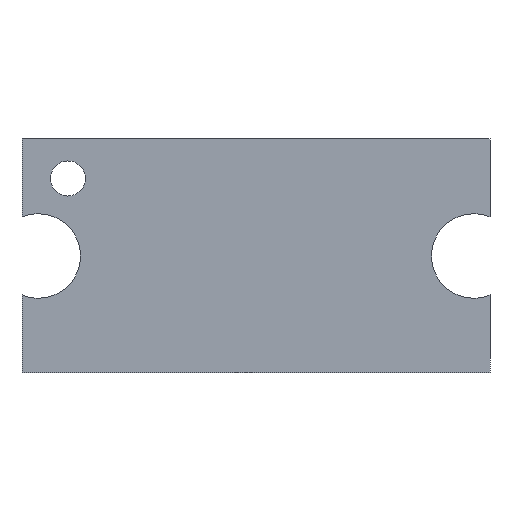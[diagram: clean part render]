
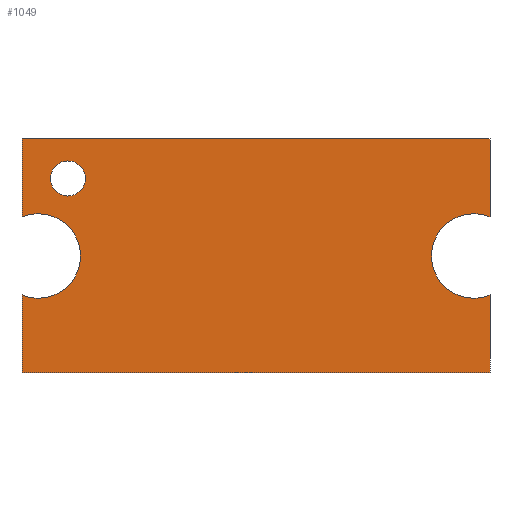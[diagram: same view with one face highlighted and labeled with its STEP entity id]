
A CAD part, front view. The second image highlights one B-rep face of the part: STEP entity #1049.
In plain terms, the highlighted planar face has unit normal (0, -1, 0).
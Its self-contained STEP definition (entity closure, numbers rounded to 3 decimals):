
#6 = CARTESIAN_POINT ( 'NONE',  ( -0.8, 0., -0.4 ) ) ;
#14 = CARTESIAN_POINT ( 'NONE',  ( -0.8, 0., -0.133 ) ) ;
#24 = LINE ( 'NONE', #413, #430 ) ;
#68 = ORIENTED_EDGE ( 'NONE', *, *, #505, .T. ) ;
#89 = EDGE_CURVE ( 'NONE', #497, #1534, #1366, .T. ) ;
#91 = VECTOR ( 'NONE', #591, 1000. ) ;
#92 = FACE_BOUND ( 'NONE', #274, .T. ) ;
#94 = VERTEX_POINT ( 'NONE', #487 ) ;
#100 = DIRECTION ( 'NONE',  ( 0., 0., -1. ) ) ;
#103 = VECTOR ( 'NONE', #100, 1000. ) ;
#106 = DIRECTION ( 'NONE',  ( 0., 0., 1. ) ) ;
#122 = AXIS2_PLACEMENT_3D ( 'NONE', #1593, #1319, #845 ) ;
#149 = VERTEX_POINT ( 'NONE', #617 ) ;
#167 = DIRECTION ( 'NONE',  ( 0., 1., 0. ) ) ;
#173 = AXIS2_PLACEMENT_3D ( 'NONE', #301, #1060, #184 ) ;
#184 = DIRECTION ( 'NONE',  ( 0., 0., 1. ) ) ;
#220 = DIRECTION ( 'NONE',  ( 0., 1., 0. ) ) ;
#248 = CARTESIAN_POINT ( 'NONE',  ( -0.8, 0., 0. ) ) ;
#264 = VECTOR ( 'NONE', #545, 1000. ) ;
#274 = EDGE_LOOP ( 'NONE', ( #1594, #68 ) ) ;
#280 = VERTEX_POINT ( 'NONE', #1116 ) ;
#301 = CARTESIAN_POINT ( 'NONE',  ( 0.744, 0., 0. ) ) ;
#308 = CIRCLE ( 'NONE', #880, 0.144 ) ;
#318 = CARTESIAN_POINT ( 'NONE',  ( -0.744, 0., 0. ) ) ;
#333 = DIRECTION ( 'NONE',  ( 0., 1., 0. ) ) ;
#357 = CARTESIAN_POINT ( 'NONE',  ( 0., 0., 0. ) ) ;
#361 = EDGE_CURVE ( 'NONE', #859, #497, #468, .T. ) ;
#368 = CIRCLE ( 'NONE', #1401, 0.144 ) ;
#387 = LINE ( 'NONE', #248, #817 ) ;
#413 = CARTESIAN_POINT ( 'NONE',  ( 0., 0., -0.4 ) ) ;
#416 = EDGE_CURVE ( 'NONE', #94, #727, #308, .T. ) ;
#429 = EDGE_CURVE ( 'NONE', #1395, #149, #1286, .T. ) ;
#430 = VECTOR ( 'NONE', #912, 1000. ) ;
#448 = DIRECTION ( 'NONE',  ( 0., 0., 1. ) ) ;
#458 = CARTESIAN_POINT ( 'NONE',  ( -0.8, 0., 0.4 ) ) ;
#468 = CIRCLE ( 'NONE', #173, 0.144 ) ;
#481 = LINE ( 'NONE', #1215, #91 ) ;
#487 = CARTESIAN_POINT ( 'NONE',  ( -0.744, 0., -0.144 ) ) ;
#490 = CARTESIAN_POINT ( 'NONE',  ( 0.8, 0., 0.4 ) ) ;
#491 = LINE ( 'NONE', #865, #103 ) ;
#497 = VERTEX_POINT ( 'NONE', #713 ) ;
#505 = EDGE_CURVE ( 'NONE', #149, #1395, #1467, .T. ) ;
#532 = CIRCLE ( 'NONE', #1433, 0.144 ) ;
#545 = DIRECTION ( 'NONE',  ( 0., 0., -1. ) ) ;
#548 = CARTESIAN_POINT ( 'NONE',  ( 0., 0., 0.4 ) ) ;
#555 = CARTESIAN_POINT ( 'NONE',  ( -0.744, 0., 0. ) ) ;
#577 = VERTEX_POINT ( 'NONE', #458 ) ;
#591 = DIRECTION ( 'NONE',  ( 0., 0., -1. ) ) ;
#603 = EDGE_LOOP ( 'NONE', ( #1340, #991, #1192, #1219, #1216, #823, #1254, #653, #1161, #1344, #1416, #1226 ) ) ;
#608 = EDGE_CURVE ( 'NONE', #1159, #94, #532, .T. ) ;
#612 = VERTEX_POINT ( 'NONE', #682 ) ;
#617 = CARTESIAN_POINT ( 'NONE',  ( -0.643, 0., 0.325 ) ) ;
#629 = CARTESIAN_POINT ( 'NONE',  ( 0.8, 0., 0.133 ) ) ;
#633 = EDGE_CURVE ( 'NONE', #727, #1130, #1549, .T. ) ;
#653 = ORIENTED_EDGE ( 'NONE', *, *, #744, .T. ) ;
#673 = DIRECTION ( 'NONE',  ( 0., 0., 1. ) ) ;
#682 = CARTESIAN_POINT ( 'NONE',  ( -0.8, 0., 0.133 ) ) ;
#713 = CARTESIAN_POINT ( 'NONE',  ( 0.744, 0., -0.144 ) ) ;
#727 = VERTEX_POINT ( 'NONE', #14 ) ;
#744 = EDGE_CURVE ( 'NONE', #1130, #280, #24, .T. ) ;
#802 = DIRECTION ( 'NONE',  ( 0., 1., 0. ) ) ;
#817 = VECTOR ( 'NONE', #1247, 1000. ) ;
#819 = DIRECTION ( 'NONE',  ( 0., 0., 1. ) ) ;
#823 = ORIENTED_EDGE ( 'NONE', *, *, #416, .T. ) ;
#845 = DIRECTION ( 'NONE',  ( 0., 0., 1. ) ) ;
#857 = DIRECTION ( 'NONE',  ( 0., 0., 1. ) ) ;
#859 = VERTEX_POINT ( 'NONE', #1178 ) ;
#865 = CARTESIAN_POINT ( 'NONE',  ( 0.8, 0., 0. ) ) ;
#869 = DIRECTION ( 'NONE',  ( 0., 1., 0. ) ) ;
#880 = AXIS2_PLACEMENT_3D ( 'NONE', #318, #1173, #819 ) ;
#891 = AXIS2_PLACEMENT_3D ( 'NONE', #1449, #1457, #990 ) ;
#912 = DIRECTION ( 'NONE',  ( 1., 0., 0. ) ) ;
#914 = CARTESIAN_POINT ( 'NONE',  ( -0.643, 0., 0.265 ) ) ;
#926 = CARTESIAN_POINT ( 'NONE',  ( 0.8, 0., -0.133 ) ) ;
#945 = CARTESIAN_POINT ( 'NONE',  ( -0.8, 0., 0. ) ) ;
#947 = DIRECTION ( 'NONE',  ( 1., 0., 0. ) ) ;
#976 = CARTESIAN_POINT ( 'NONE',  ( -0.744, 0., 0. ) ) ;
#990 = DIRECTION ( 'NONE',  ( 0., 0., 1. ) ) ;
#991 = ORIENTED_EDGE ( 'NONE', *, *, #1557, .F. ) ;
#999 = DIRECTION ( 'NONE',  ( 0., 0., 1. ) ) ;
#1005 = VERTEX_POINT ( 'NONE', #490 ) ;
#1027 = EDGE_CURVE ( 'NONE', #612, #1159, #368, .T. ) ;
#1049 = ADVANCED_FACE ( 'NONE', ( #1098, #92 ), #1473, .F. ) ;
#1060 = DIRECTION ( 'NONE',  ( 0., -1., 0. ) ) ;
#1098 = FACE_OUTER_BOUND ( 'NONE', #603, .T. ) ;
#1116 = CARTESIAN_POINT ( 'NONE',  ( 0.8, 0., -0.4 ) ) ;
#1125 = CARTESIAN_POINT ( 'NONE',  ( -0.744, 0., 0.144 ) ) ;
#1130 = VERTEX_POINT ( 'NONE', #6 ) ;
#1159 = VERTEX_POINT ( 'NONE', #1125 ) ;
#1160 = EDGE_CURVE ( 'NONE', #577, #612, #387, .T. ) ;
#1161 = ORIENTED_EDGE ( 'NONE', *, *, #1309, .F. ) ;
#1168 = VERTEX_POINT ( 'NONE', #629 ) ;
#1173 = DIRECTION ( 'NONE',  ( 0., 1., 0. ) ) ;
#1178 = CARTESIAN_POINT ( 'NONE',  ( 0.744, 0., 0.144 ) ) ;
#1182 = AXIS2_PLACEMENT_3D ( 'NONE', #914, #802, #673 ) ;
#1192 = ORIENTED_EDGE ( 'NONE', *, *, #1160, .T. ) ;
#1215 = CARTESIAN_POINT ( 'NONE',  ( 0.8, 0., 0. ) ) ;
#1216 = ORIENTED_EDGE ( 'NONE', *, *, #608, .T. ) ;
#1219 = ORIENTED_EDGE ( 'NONE', *, *, #1027, .T. ) ;
#1226 = ORIENTED_EDGE ( 'NONE', *, *, #1279, .F. ) ;
#1247 = DIRECTION ( 'NONE',  ( 0., 0., -1. ) ) ;
#1254 = ORIENTED_EDGE ( 'NONE', *, *, #633, .T. ) ;
#1279 = EDGE_CURVE ( 'NONE', #1168, #859, #1298, .T. ) ;
#1286 = CIRCLE ( 'NONE', #1182, 0.06 ) ;
#1298 = CIRCLE ( 'NONE', #891, 0.144 ) ;
#1309 = EDGE_CURVE ( 'NONE', #1534, #280, #491, .T. ) ;
#1319 = DIRECTION ( 'NONE',  ( 0., -1., 0. ) ) ;
#1340 = ORIENTED_EDGE ( 'NONE', *, *, #1367, .F. ) ;
#1344 = ORIENTED_EDGE ( 'NONE', *, *, #89, .F. ) ;
#1366 = CIRCLE ( 'NONE', #122, 0.144 ) ;
#1367 = EDGE_CURVE ( 'NONE', #1005, #1168, #481, .T. ) ;
#1390 = AXIS2_PLACEMENT_3D ( 'NONE', #1458, #333, #999 ) ;
#1395 = VERTEX_POINT ( 'NONE', #1498 ) ;
#1401 = AXIS2_PLACEMENT_3D ( 'NONE', #976, #220, #106 ) ;
#1413 = LINE ( 'NONE', #548, #1495 ) ;
#1416 = ORIENTED_EDGE ( 'NONE', *, *, #361, .F. ) ;
#1433 = AXIS2_PLACEMENT_3D ( 'NONE', #555, #167, #448 ) ;
#1449 = CARTESIAN_POINT ( 'NONE',  ( 0.744, 0., 0. ) ) ;
#1457 = DIRECTION ( 'NONE',  ( 0., -1., 0. ) ) ;
#1458 = CARTESIAN_POINT ( 'NONE',  ( -0.643, 0., 0.265 ) ) ;
#1467 = CIRCLE ( 'NONE', #1390, 0.06 ) ;
#1473 = PLANE ( 'NONE',  #1537 ) ;
#1495 = VECTOR ( 'NONE', #947, 1000. ) ;
#1498 = CARTESIAN_POINT ( 'NONE',  ( -0.643, 0., 0.205 ) ) ;
#1534 = VERTEX_POINT ( 'NONE', #926 ) ;
#1537 = AXIS2_PLACEMENT_3D ( 'NONE', #357, #869, #857 ) ;
#1549 = LINE ( 'NONE', #945, #264 ) ;
#1557 = EDGE_CURVE ( 'NONE', #577, #1005, #1413, .T. ) ;
#1593 = CARTESIAN_POINT ( 'NONE',  ( 0.744, 0., 0. ) ) ;
#1594 = ORIENTED_EDGE ( 'NONE', *, *, #429, .T. ) ;
